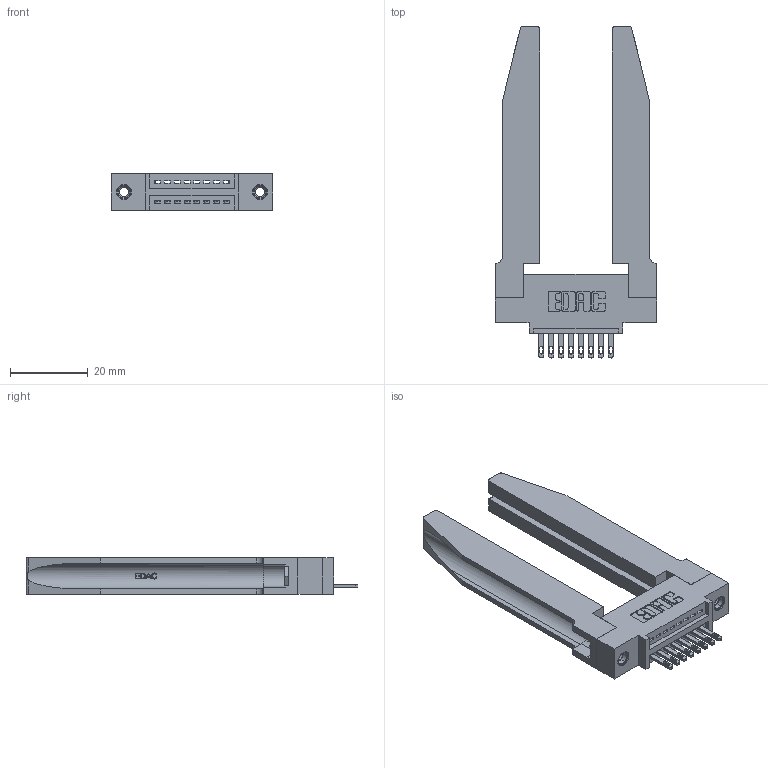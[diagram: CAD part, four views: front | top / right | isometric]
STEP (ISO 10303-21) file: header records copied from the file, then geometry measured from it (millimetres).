
FILE_DESCRIPTION (( 'STEP AP203' ), '1' );
FILE_NAME ('345-008-500-478.STEP', '2019-10-03T18:09:42', ( '' ), ( '' ), 'SwSTEP 2.0', 'SolidWorks 2016', '' );
FILE_SCHEMA (( 'CONFIG_CONTROL_DESIGN' ));
Length unit declared in the file: inch
Products named in the file (5): 345-292-001_345-293-100; 345-250-001_345-250-001-102; 345 Part_0.110 Offset - 0.156 Dia-TH; 345-008-500-478; 345-220-078_345-220-078
Assembly tree (13 placements, depth 2):
  345-008-500-478
    345 Part_0.110 Offset - 0.156 Dia-TH
    345-292-001_345-293-100  x8
    345-250-001_345-250-001-102  x2
    345-220-078_345-220-078  x2
Bounding box: 41.55 x 85.27 x 9.4 mm (x, y, z)
Volume: 11370.4 mm3; surface area: 11267.4 mm2
Topology: 13 solids, 13 shells, 796 faces, 2305 edges, 1526 vertices
Faces by surface type: plane 498, cylinder 246, bspline 36, cone 12, torus 4
Entity records: 15400 total; most frequent: CARTESIAN_POINT 3567, ORIENTED_EDGE 2406, DIRECTION 2173, EDGE_CURVE 1203, LINE 941, VECTOR 941, VERTEX_POINT 796, AXIS2_PLACEMENT_3D 616
